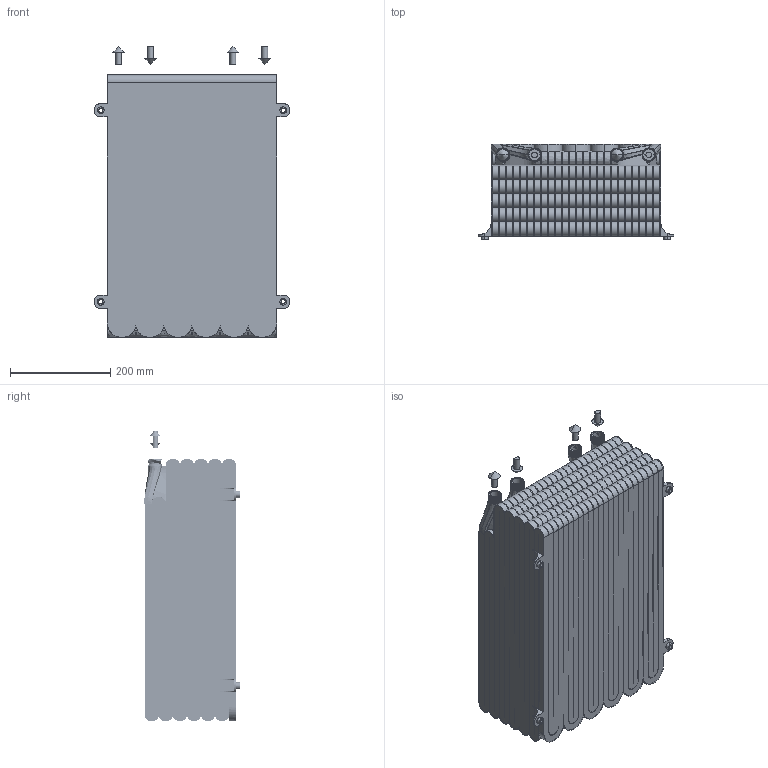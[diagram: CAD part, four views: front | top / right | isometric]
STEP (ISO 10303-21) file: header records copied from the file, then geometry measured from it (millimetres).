
FILE_DESCRIPTION(('FreeCAD Model'),'2;1');
FILE_NAME('Open CASCADE Shape Model','2025-04-26T16:07:12',('FreeCAD'),( 'FreeCAD'),'Open CASCADE STEP processor 7.6','FreeCAD','Unknown');
FILE_SCHEMA(('AUTOMOTIVE_DESIGN { 1 0 10303 214 1 1 1 1 }'));
Products named in the file (1): Open CASCADE STEP translator 7.6 1
Bounding box: 389.96 x 189.49 x 578.56 mm (x, y, z)
Volume: 5752764.5 mm3; surface area: 8656670.5 mm2
Topology: 5 solids, 5 shells, 1749 faces, 5099 edges, 3380 vertices
Faces by surface type: bspline 1749
Entity records: 99586 total; most frequent: CARTESIAN_POINT 71216, ORIENTED_EDGE 10182, EDGE_CURVE 5091, B_SPLINE_CURVE_WITH_KNOTS 3438, VERTEX_POINT 3380, FACE_BOUND 1789, EDGE_LOOP 1789, ADVANCED_FACE 1749
